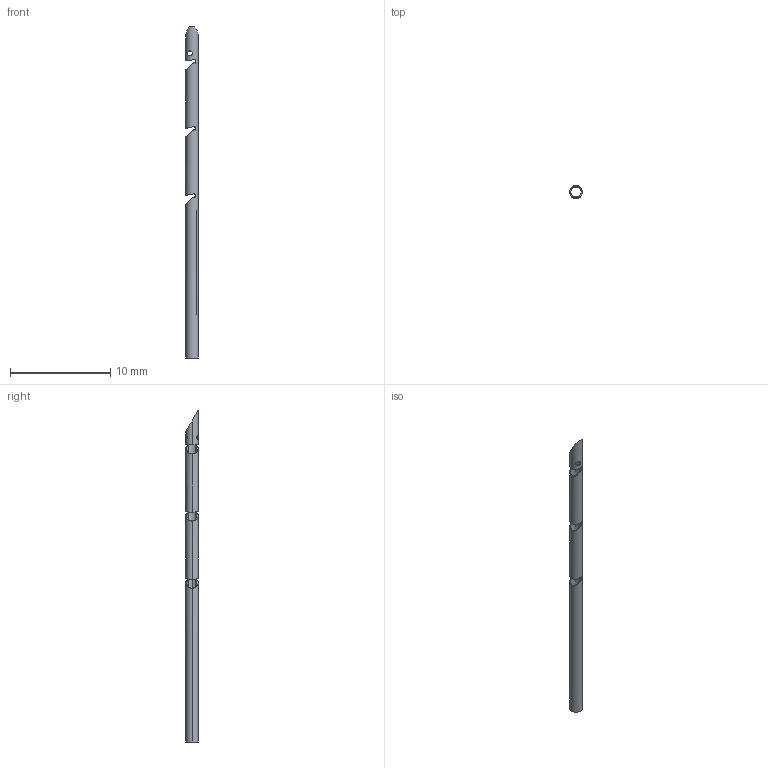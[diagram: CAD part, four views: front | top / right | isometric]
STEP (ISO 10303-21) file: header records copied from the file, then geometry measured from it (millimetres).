
FILE_DESCRIPTION (( 'STEP AP203' ), '1' );
FILE_NAME ('80deg CCM V-1 Wrist left 10mm rc.STEP', '2018-01-30T21:41:37', ( '' ), ( '' ), 'SwSTEP 2.0', 'SolidWorks 2014', '' );
FILE_SCHEMA (( 'CONFIG_CONTROL_DESIGN' ));
Length unit declared in the file: millimetre
Products named in the file (1): 80deg CCM V-1 Wrist left 10mm rc
Bounding box: 1.24 x 1.24 x 33.13 mm (x, y, z)
Volume: 11.1 mm3; surface area: 223.5 mm2
Topology: 1 solids, 1 shells, 70 faces, 198 edges, 124 vertices
Faces by surface type: bspline 36, plane 26, cylinder 8
Entity records: 5238 total; most frequent: CARTESIAN_POINT 3700, ORIENTED_EDGE 396, EDGE_CURVE 198, DIRECTION 158, VERTEX_POINT 124, B_SPLINE_CURVE_WITH_KNOTS 122, EDGE_LOOP 76, FACE_OUTER_BOUND 70
